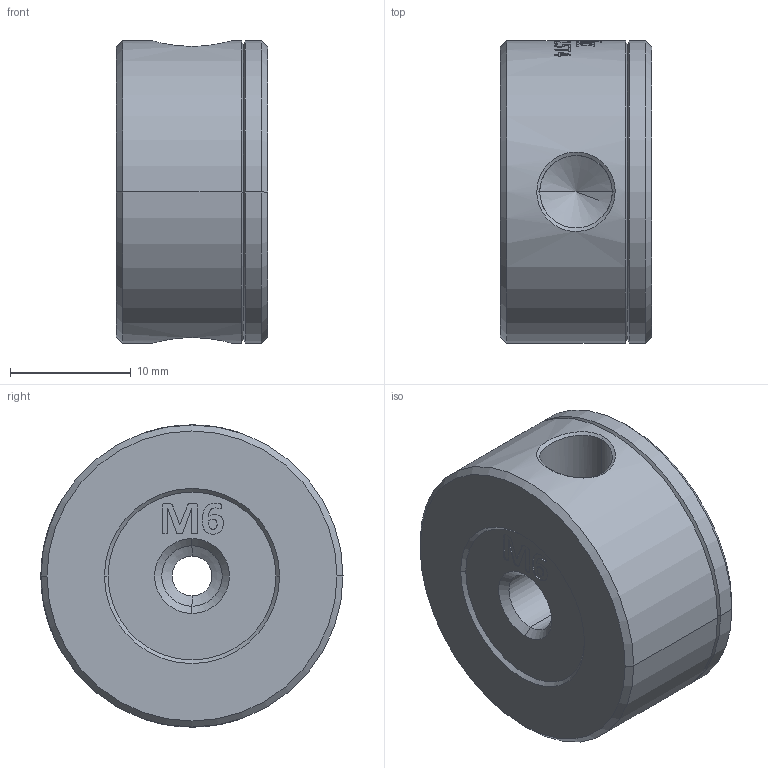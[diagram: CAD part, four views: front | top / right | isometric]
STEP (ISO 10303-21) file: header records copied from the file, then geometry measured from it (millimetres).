
FILE_DESCRIPTION (( 'STEP AP203' ), '1' );
FILE_NAME ('SRB25-12.5T4.STEP', '2025-07-01T01:04:05', ( '' ), ( '' ), 'SwSTEP 2.0', 'SolidWorks 2020', '' );
FILE_SCHEMA (( 'CONFIG_CONTROL_DESIGN' ));
Length unit declared in the file: millimetre
Products named in the file (1): SRB25-12.5T4
Bounding box: 12.5 x 25 x 25 mm (x, y, z)
Volume: 5394.3 mm3; surface area: 2390 mm2
Topology: 1 solids, 1 shells, 501 faces, 1364 edges, 894 vertices
Faces by surface type: bspline 311, plane 117, cylinder 43, cone 30
Entity records: 29369 total; most frequent: CARTESIAN_POINT 19325, ORIENTED_EDGE 2712, EDGE_CURVE 1356, DIRECTION 950, B_SPLINE_CURVE_WITH_KNOTS 934, VERTEX_POINT 894, EDGE_LOOP 540, ADVANCED_FACE 501
